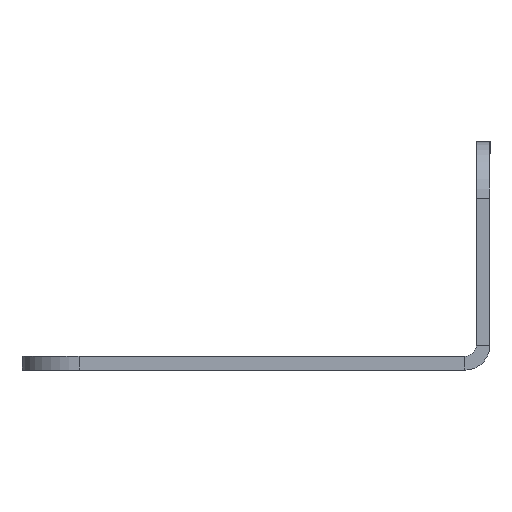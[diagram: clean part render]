
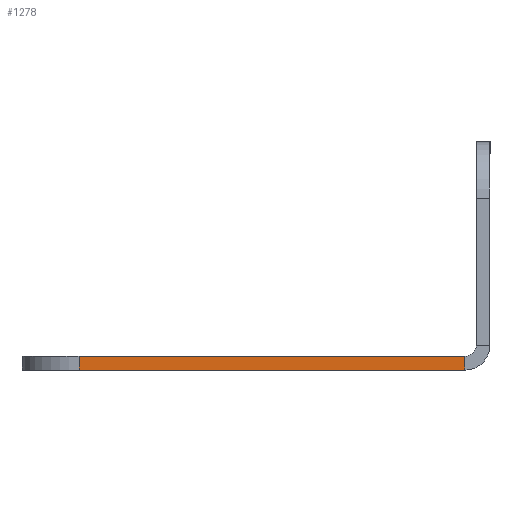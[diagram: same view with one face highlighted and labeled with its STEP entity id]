
A CAD part, left-side view. The second image highlights one B-rep face of the part: STEP entity #1278.
In plain terms, the highlighted planar face has unit normal (-1, 0, 0).
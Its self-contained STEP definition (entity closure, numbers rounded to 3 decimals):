
#94 = VERTEX_POINT ( 'NONE', #693 ) ;
#109 = VECTOR ( 'NONE', #1318, 1000. ) ;
#133 = VECTOR ( 'NONE', #2172, 1000. ) ;
#213 = CARTESIAN_POINT ( 'NONE',  ( -236.5, -19.4, 0. ) ) ;
#248 = ORIENTED_EDGE ( 'NONE', *, *, #2152, .T. ) ;
#266 = CARTESIAN_POINT ( 'NONE',  ( -236.5, 14.4, -1.2 ) ) ;
#291 = CARTESIAN_POINT ( 'NONE',  ( -236.5, 19.4, 0. ) ) ;
#430 = CARTESIAN_POINT ( 'NONE',  ( -236.5, 14.4, 0. ) ) ;
#625 = DIRECTION ( 'NONE',  ( 0., 0., 1. ) ) ;
#649 = PLANE ( 'NONE',  #864 ) ;
#693 = CARTESIAN_POINT ( 'NONE',  ( -236.5, 14.4, -1.2 ) ) ;
#706 = VECTOR ( 'NONE', #818, 1000. ) ;
#818 = DIRECTION ( 'NONE',  ( 0., -1., 0. ) ) ;
#828 = DIRECTION ( 'NONE',  ( 0., 0., 1. ) ) ;
#864 = AXIS2_PLACEMENT_3D ( 'NONE', #2046, #1846, #828 ) ;
#1028 = LINE ( 'NONE', #266, #109 ) ;
#1070 = VERTEX_POINT ( 'NONE', #430 ) ;
#1134 = EDGE_CURVE ( 'NONE', #1528, #1964, #1843, .T. ) ;
#1198 = EDGE_CURVE ( 'NONE', #1070, #94, #1028, .T. ) ;
#1201 = LINE ( 'NONE', #1310, #133 ) ;
#1217 = ORIENTED_EDGE ( 'NONE', *, *, #1134, .T. ) ;
#1278 = ADVANCED_FACE ( 'NONE', ( #2167 ), #649, .T. ) ;
#1285 = CARTESIAN_POINT ( 'NONE',  ( -236.5, -19.4, -1.2 ) ) ;
#1310 = CARTESIAN_POINT ( 'NONE',  ( -236.5, 19.4, -1.2 ) ) ;
#1318 = DIRECTION ( 'NONE',  ( 0., 0., -1. ) ) ;
#1528 = VERTEX_POINT ( 'NONE', #1834 ) ;
#1609 = LINE ( 'NONE', #291, #706 ) ;
#1630 = EDGE_LOOP ( 'NONE', ( #1799, #1797, #248, #1217 ) ) ;
#1797 = ORIENTED_EDGE ( 'NONE', *, *, #1198, .T. ) ;
#1799 = ORIENTED_EDGE ( 'NONE', *, *, #2213, .F. ) ;
#1834 = CARTESIAN_POINT ( 'NONE',  ( -236.5, -19.4, -1.2 ) ) ;
#1843 = LINE ( 'NONE', #1285, #2033 ) ;
#1846 = DIRECTION ( 'NONE',  ( -1., 0., 0. ) ) ;
#1964 = VERTEX_POINT ( 'NONE', #213 ) ;
#2033 = VECTOR ( 'NONE', #625, 1000. ) ;
#2046 = CARTESIAN_POINT ( 'NONE',  ( -236.5, 19.4, -1.2 ) ) ;
#2152 = EDGE_CURVE ( 'NONE', #94, #1528, #1201, .T. ) ;
#2167 = FACE_OUTER_BOUND ( 'NONE', #1630, .T. ) ;
#2172 = DIRECTION ( 'NONE',  ( 0., -1., 0. ) ) ;
#2213 = EDGE_CURVE ( 'NONE', #1070, #1964, #1609, .T. ) ;
